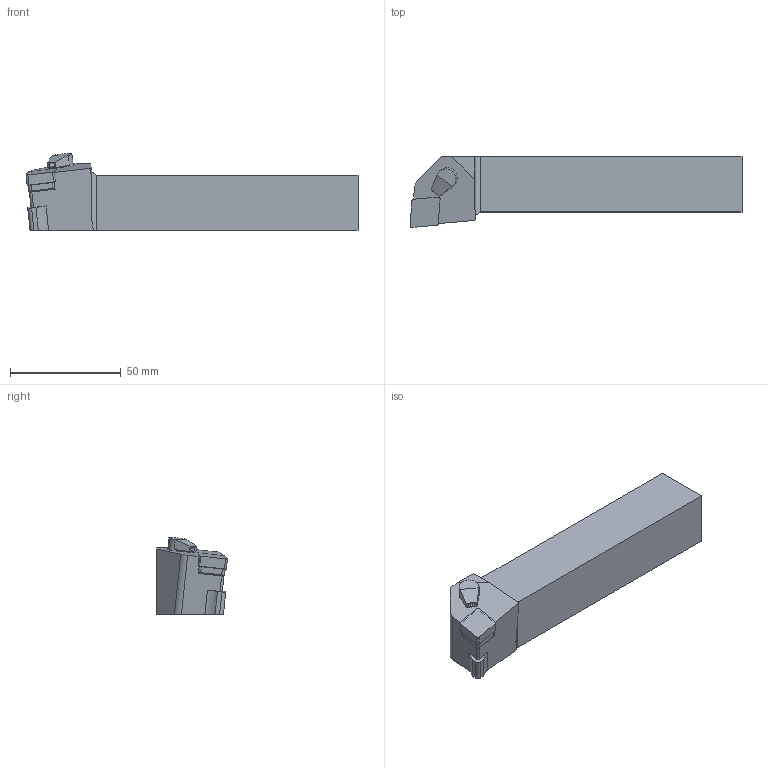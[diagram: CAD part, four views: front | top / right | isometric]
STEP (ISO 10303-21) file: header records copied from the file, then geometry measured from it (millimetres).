
FILE_DESCRIPTION(/* description */ (''),/* implementation_level */ '2;1');
FILE_NAME(/* name */ 'PCLNR-2525-M12-H.stp',/* time_stamp */ '2023-09-29T08:49:54+03:00',/* author */ (''),/* organization */ (''),/* preprocessor_version */ 'ST-DEVELOPER v19.4',/* originating_system */ 'SIEMENS PLM Software NX2306.3001',/* authorisation */ '');
FILE_SCHEMA (('AUTOMOTIVE_DESIGN { 1 0 10303 214 3 1 1 1 }'));
Length unit declared in the file: millimetre
Products named in the file (1): PCLNR-2525-M12-H
Bounding box: 150 x 32 x 34.69 mm (x, y, z)
Volume: 95754.9 mm3; surface area: 17338.1 mm2
Topology: 2 solids, 2 shells, 71 faces, 187 edges, 121 vertices
Faces by surface type: plane 47, cylinder 17, cone 7
Full cylindrical faces by diameter (mm): 3.8 x1
Entity records: 2324 total; most frequent: CARTESIAN_POINT 457, ORIENTED_EDGE 364, DIRECTION 364, EDGE_CURVE 182, LINE 132, VECTOR 132, VERTEX_POINT 119, AXIS2_PLACEMENT_3D 116
